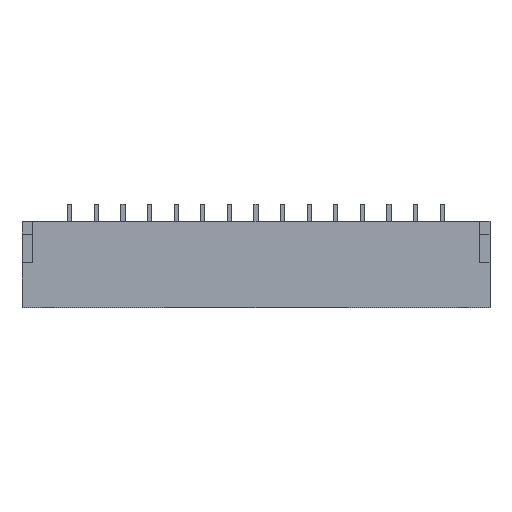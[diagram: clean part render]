
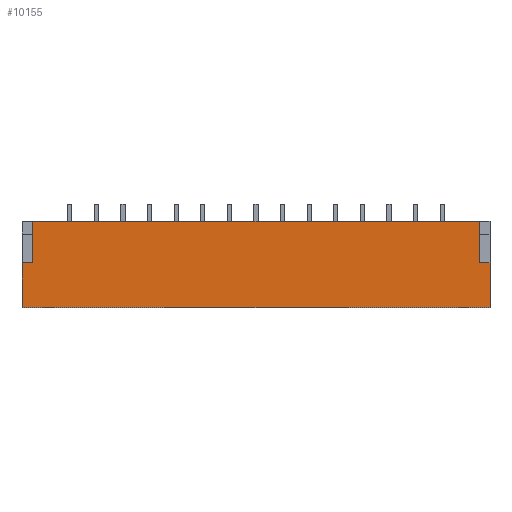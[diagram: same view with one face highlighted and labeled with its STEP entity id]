
A CAD part, top view. The second image highlights one B-rep face of the part: STEP entity #10155.
In plain terms, the highlighted planar face has unit normal (0, 0, 1).
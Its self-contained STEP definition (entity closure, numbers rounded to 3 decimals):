
#2074 = PLANE('',#2075);
#2075 = AXIS2_PLACEMENT_3D('',#2076,#2077,#2078);
#2076 = CARTESIAN_POINT('',(-11.,-2.75,0.1));
#2077 = DIRECTION('',(1.,0.,0.));
#2078 = DIRECTION('',(0.,1.,0.));
#2102 = PLANE('',#2103);
#2103 = AXIS2_PLACEMENT_3D('',#2104,#2105,#2106);
#2104 = CARTESIAN_POINT('',(11.,1.3,4.35));
#2105 = DIRECTION('',(0.,-1.,0.));
#2106 = DIRECTION('',(1.,0.,0.));
#2130 = PLANE('',#2131);
#2131 = AXIS2_PLACEMENT_3D('',#2132,#2133,#2134);
#2132 = CARTESIAN_POINT('',(11.,-2.75,0.1));
#2133 = DIRECTION('',(-1.,0.,0.));
#2134 = DIRECTION('',(0.,-1.,0.));
#3449 = VERTEX_POINT('',#3450);
#3450 = CARTESIAN_POINT('',(-11.,-2.75,4.35));
#3464 = PLANE('',#3465);
#3465 = AXIS2_PLACEMENT_3D('',#3466,#3467,#3468);
#3466 = CARTESIAN_POINT('',(11.,-2.75,4.35));
#3467 = DIRECTION('',(0.,-1.,0.));
#3468 = DIRECTION('',(1.,0.,0.));
#3476 = EDGE_CURVE('',#3449,#3477,#3479,.T.);
#3477 = VERTEX_POINT('',#3478);
#3478 = CARTESIAN_POINT('',(-11.,-0.65,4.35));
#3479 = SURFACE_CURVE('',#3480,(#3484,#3491),.PCURVE_S1.);
#3480 = LINE('',#3481,#3482);
#3481 = CARTESIAN_POINT('',(-11.,-2.75,4.35));
#3482 = VECTOR('',#3483,1.);
#3483 = DIRECTION('',(0.,1.,0.));
#3484 = PCURVE('',#2074,#3485);
#3485 = DEFINITIONAL_REPRESENTATION('',(#3486),#3490);
#3486 = LINE('',#3487,#3488);
#3487 = CARTESIAN_POINT('',(0.,4.25));
#3488 = VECTOR('',#3489,1.);
#3489 = DIRECTION('',(1.,0.));
#3490 = ( GEOMETRIC_REPRESENTATION_CONTEXT(2) 
PARAMETRIC_REPRESENTATION_CONTEXT() REPRESENTATION_CONTEXT('2D SPACE',''
  ) );
#3491 = PCURVE('',#3492,#3497);
#3492 = PLANE('',#3493);
#3493 = AXIS2_PLACEMENT_3D('',#3494,#3495,#3496);
#3494 = CARTESIAN_POINT('',(11.,-2.75,4.35));
#3495 = DIRECTION('',(0.,0.,-1.));
#3496 = DIRECTION('',(1.,0.,0.));
#3497 = DEFINITIONAL_REPRESENTATION('',(#3498),#3502);
#3498 = LINE('',#3499,#3500);
#3499 = CARTESIAN_POINT('',(-22.,0.));
#3500 = VECTOR('',#3501,1.);
#3501 = DIRECTION('',(0.,-1.));
#3502 = ( GEOMETRIC_REPRESENTATION_CONTEXT(2) 
PARAMETRIC_REPRESENTATION_CONTEXT() REPRESENTATION_CONTEXT('2D SPACE',''
  ) );
#3520 = PLANE('',#3521);
#3521 = AXIS2_PLACEMENT_3D('',#3522,#3523,#3524);
#3522 = CARTESIAN_POINT('',(-10.5,-0.65,4.35));
#3523 = DIRECTION('',(0.,1.,0.));
#3524 = DIRECTION('',(-1.,0.,0.));
#6542 = VERTEX_POINT('',#6543);
#6543 = CARTESIAN_POINT('',(11.,-0.65,4.35));
#6557 = PLANE('',#6558);
#6558 = AXIS2_PLACEMENT_3D('',#6559,#6560,#6561);
#6559 = CARTESIAN_POINT('',(10.5,-0.65,4.35));
#6560 = DIRECTION('',(0.,-1.,0.));
#6561 = DIRECTION('',(1.,0.,0.));
#6569 = EDGE_CURVE('',#6570,#6542,#6572,.T.);
#6570 = VERTEX_POINT('',#6571);
#6571 = CARTESIAN_POINT('',(11.,-2.75,4.35));
#6572 = SURFACE_CURVE('',#6573,(#6577,#6584),.PCURVE_S1.);
#6573 = LINE('',#6574,#6575);
#6574 = CARTESIAN_POINT('',(11.,-2.75,4.35));
#6575 = VECTOR('',#6576,1.);
#6576 = DIRECTION('',(0.,1.,0.));
#6577 = PCURVE('',#2130,#6578);
#6578 = DEFINITIONAL_REPRESENTATION('',(#6579),#6583);
#6579 = LINE('',#6580,#6581);
#6580 = CARTESIAN_POINT('',(0.,4.25));
#6581 = VECTOR('',#6582,1.);
#6582 = DIRECTION('',(-1.,0.));
#6583 = ( GEOMETRIC_REPRESENTATION_CONTEXT(2) 
PARAMETRIC_REPRESENTATION_CONTEXT() REPRESENTATION_CONTEXT('2D SPACE',''
  ) );
#6584 = PCURVE('',#3492,#6585);
#6585 = DEFINITIONAL_REPRESENTATION('',(#6586),#6590);
#6586 = LINE('',#6587,#6588);
#6587 = CARTESIAN_POINT('',(0.,0.));
#6588 = VECTOR('',#6589,1.);
#6589 = DIRECTION('',(0.,-1.));
#6590 = ( GEOMETRIC_REPRESENTATION_CONTEXT(2) 
PARAMETRIC_REPRESENTATION_CONTEXT() REPRESENTATION_CONTEXT('2D SPACE',''
  ) );
#6869 = VERTEX_POINT('',#6870);
#6870 = CARTESIAN_POINT('',(-10.5,1.3,4.35));
#6884 = PLANE('',#6885);
#6885 = AXIS2_PLACEMENT_3D('',#6886,#6887,#6888);
#6886 = CARTESIAN_POINT('',(-10.5,-0.65,4.35));
#6887 = DIRECTION('',(-1.,0.,0.));
#6888 = DIRECTION('',(0.,1.,0.));
#6896 = EDGE_CURVE('',#6897,#6869,#6899,.T.);
#6897 = VERTEX_POINT('',#6898);
#6898 = CARTESIAN_POINT('',(10.5,1.3,4.35));
#6899 = SURFACE_CURVE('',#6900,(#6904,#6911),.PCURVE_S1.);
#6900 = LINE('',#6901,#6902);
#6901 = CARTESIAN_POINT('',(11.,1.3,4.35));
#6902 = VECTOR('',#6903,1.);
#6903 = DIRECTION('',(-1.,0.,0.));
#6904 = PCURVE('',#2102,#6905);
#6905 = DEFINITIONAL_REPRESENTATION('',(#6906),#6910);
#6906 = LINE('',#6907,#6908);
#6907 = CARTESIAN_POINT('',(0.,0.));
#6908 = VECTOR('',#6909,1.);
#6909 = DIRECTION('',(-1.,0.));
#6910 = ( GEOMETRIC_REPRESENTATION_CONTEXT(2) 
PARAMETRIC_REPRESENTATION_CONTEXT() REPRESENTATION_CONTEXT('2D SPACE',''
  ) );
#6911 = PCURVE('',#3492,#6912);
#6912 = DEFINITIONAL_REPRESENTATION('',(#6913),#6917);
#6913 = LINE('',#6914,#6915);
#6914 = CARTESIAN_POINT('',(0.,-4.05));
#6915 = VECTOR('',#6916,1.);
#6916 = DIRECTION('',(-1.,0.));
#6917 = ( GEOMETRIC_REPRESENTATION_CONTEXT(2) 
PARAMETRIC_REPRESENTATION_CONTEXT() REPRESENTATION_CONTEXT('2D SPACE',''
  ) );
#6935 = PLANE('',#6936);
#6936 = AXIS2_PLACEMENT_3D('',#6937,#6938,#6939);
#6937 = CARTESIAN_POINT('',(10.5,-0.65,4.35));
#6938 = DIRECTION('',(1.,0.,0.));
#6939 = DIRECTION('',(0.,1.,0.));
#9444 = EDGE_CURVE('',#9445,#3477,#9447,.T.);
#9445 = VERTEX_POINT('',#9446);
#9446 = CARTESIAN_POINT('',(-10.5,-0.65,4.35));
#9447 = SURFACE_CURVE('',#9448,(#9452,#9459),.PCURVE_S1.);
#9448 = LINE('',#9449,#9450);
#9449 = CARTESIAN_POINT('',(-10.5,-0.65,4.35));
#9450 = VECTOR('',#9451,1.);
#9451 = DIRECTION('',(-1.,0.,0.));
#9452 = PCURVE('',#3520,#9453);
#9453 = DEFINITIONAL_REPRESENTATION('',(#9454),#9458);
#9454 = LINE('',#9455,#9456);
#9455 = CARTESIAN_POINT('',(0.,0.));
#9456 = VECTOR('',#9457,1.);
#9457 = DIRECTION('',(1.,0.));
#9458 = ( GEOMETRIC_REPRESENTATION_CONTEXT(2) 
PARAMETRIC_REPRESENTATION_CONTEXT() REPRESENTATION_CONTEXT('2D SPACE',''
  ) );
#9459 = PCURVE('',#3492,#9460);
#9460 = DEFINITIONAL_REPRESENTATION('',(#9461),#9465);
#9461 = LINE('',#9462,#9463);
#9462 = CARTESIAN_POINT('',(-21.5,-2.1));
#9463 = VECTOR('',#9464,1.);
#9464 = DIRECTION('',(-1.,0.));
#9465 = ( GEOMETRIC_REPRESENTATION_CONTEXT(2) 
PARAMETRIC_REPRESENTATION_CONTEXT() REPRESENTATION_CONTEXT('2D SPACE',''
  ) );
#9765 = EDGE_CURVE('',#6570,#3449,#9766,.T.);
#9766 = SURFACE_CURVE('',#9767,(#9771,#9778),.PCURVE_S1.);
#9767 = LINE('',#9768,#9769);
#9768 = CARTESIAN_POINT('',(11.,-2.75,4.35));
#9769 = VECTOR('',#9770,1.);
#9770 = DIRECTION('',(-1.,0.,0.));
#9771 = PCURVE('',#3464,#9772);
#9772 = DEFINITIONAL_REPRESENTATION('',(#9773),#9777);
#9773 = LINE('',#9774,#9775);
#9774 = CARTESIAN_POINT('',(0.,0.));
#9775 = VECTOR('',#9776,1.);
#9776 = DIRECTION('',(-1.,0.));
#9777 = ( GEOMETRIC_REPRESENTATION_CONTEXT(2) 
PARAMETRIC_REPRESENTATION_CONTEXT() REPRESENTATION_CONTEXT('2D SPACE',''
  ) );
#9778 = PCURVE('',#3492,#9779);
#9779 = DEFINITIONAL_REPRESENTATION('',(#9780),#9784);
#9780 = LINE('',#9781,#9782);
#9781 = CARTESIAN_POINT('',(0.,0.));
#9782 = VECTOR('',#9783,1.);
#9783 = DIRECTION('',(-1.,0.));
#9784 = ( GEOMETRIC_REPRESENTATION_CONTEXT(2) 
PARAMETRIC_REPRESENTATION_CONTEXT() REPRESENTATION_CONTEXT('2D SPACE',''
  ) );
#10155 = ADVANCED_FACE('',(#10156),#3492,.F.);
#10156 = FACE_BOUND('',#10157,.T.);
#10157 = EDGE_LOOP('',(#10158,#10159,#10160,#10161,#10162,#10185,#10206,
    #10207));
#10158 = ORIENTED_EDGE('',*,*,#9444,.T.);
#10159 = ORIENTED_EDGE('',*,*,#3476,.F.);
#10160 = ORIENTED_EDGE('',*,*,#9765,.F.);
#10161 = ORIENTED_EDGE('',*,*,#6569,.T.);
#10162 = ORIENTED_EDGE('',*,*,#10163,.F.);
#10163 = EDGE_CURVE('',#10164,#6542,#10166,.T.);
#10164 = VERTEX_POINT('',#10165);
#10165 = CARTESIAN_POINT('',(10.5,-0.65,4.35));
#10166 = SURFACE_CURVE('',#10167,(#10171,#10178),.PCURVE_S1.);
#10167 = LINE('',#10168,#10169);
#10168 = CARTESIAN_POINT('',(10.5,-0.65,4.35));
#10169 = VECTOR('',#10170,1.);
#10170 = DIRECTION('',(1.,0.,0.));
#10171 = PCURVE('',#3492,#10172);
#10172 = DEFINITIONAL_REPRESENTATION('',(#10173),#10177);
#10173 = LINE('',#10174,#10175);
#10174 = CARTESIAN_POINT('',(-0.5,-2.1));
#10175 = VECTOR('',#10176,1.);
#10176 = DIRECTION('',(1.,0.));
#10177 = ( GEOMETRIC_REPRESENTATION_CONTEXT(2) 
PARAMETRIC_REPRESENTATION_CONTEXT() REPRESENTATION_CONTEXT('2D SPACE',''
  ) );
#10178 = PCURVE('',#6557,#10179);
#10179 = DEFINITIONAL_REPRESENTATION('',(#10180),#10184);
#10180 = LINE('',#10181,#10182);
#10181 = CARTESIAN_POINT('',(0.,0.));
#10182 = VECTOR('',#10183,1.);
#10183 = DIRECTION('',(1.,0.));
#10184 = ( GEOMETRIC_REPRESENTATION_CONTEXT(2) 
PARAMETRIC_REPRESENTATION_CONTEXT() REPRESENTATION_CONTEXT('2D SPACE',''
  ) );
#10185 = ORIENTED_EDGE('',*,*,#10186,.F.);
#10186 = EDGE_CURVE('',#6897,#10164,#10187,.T.);
#10187 = SURFACE_CURVE('',#10188,(#10192,#10199),.PCURVE_S1.);
#10188 = LINE('',#10189,#10190);
#10189 = CARTESIAN_POINT('',(10.5,1.3,4.35));
#10190 = VECTOR('',#10191,1.);
#10191 = DIRECTION('',(0.,-1.,0.));
#10192 = PCURVE('',#3492,#10193);
#10193 = DEFINITIONAL_REPRESENTATION('',(#10194),#10198);
#10194 = LINE('',#10195,#10196);
#10195 = CARTESIAN_POINT('',(-0.5,-4.05));
#10196 = VECTOR('',#10197,1.);
#10197 = DIRECTION('',(0.,1.));
#10198 = ( GEOMETRIC_REPRESENTATION_CONTEXT(2) 
PARAMETRIC_REPRESENTATION_CONTEXT() REPRESENTATION_CONTEXT('2D SPACE',''
  ) );
#10199 = PCURVE('',#6935,#10200);
#10200 = DEFINITIONAL_REPRESENTATION('',(#10201),#10205);
#10201 = LINE('',#10202,#10203);
#10202 = CARTESIAN_POINT('',(1.95,0.));
#10203 = VECTOR('',#10204,1.);
#10204 = DIRECTION('',(-1.,0.));
#10205 = ( GEOMETRIC_REPRESENTATION_CONTEXT(2) 
PARAMETRIC_REPRESENTATION_CONTEXT() REPRESENTATION_CONTEXT('2D SPACE',''
  ) );
#10206 = ORIENTED_EDGE('',*,*,#6896,.T.);
#10207 = ORIENTED_EDGE('',*,*,#10208,.T.);
#10208 = EDGE_CURVE('',#6869,#9445,#10209,.T.);
#10209 = SURFACE_CURVE('',#10210,(#10214,#10221),.PCURVE_S1.);
#10210 = LINE('',#10211,#10212);
#10211 = CARTESIAN_POINT('',(-10.5,1.3,4.35));
#10212 = VECTOR('',#10213,1.);
#10213 = DIRECTION('',(0.,-1.,0.));
#10214 = PCURVE('',#3492,#10215);
#10215 = DEFINITIONAL_REPRESENTATION('',(#10216),#10220);
#10216 = LINE('',#10217,#10218);
#10217 = CARTESIAN_POINT('',(-21.5,-4.05));
#10218 = VECTOR('',#10219,1.);
#10219 = DIRECTION('',(0.,1.));
#10220 = ( GEOMETRIC_REPRESENTATION_CONTEXT(2) 
PARAMETRIC_REPRESENTATION_CONTEXT() REPRESENTATION_CONTEXT('2D SPACE',''
  ) );
#10221 = PCURVE('',#6884,#10222);
#10222 = DEFINITIONAL_REPRESENTATION('',(#10223),#10227);
#10223 = LINE('',#10224,#10225);
#10224 = CARTESIAN_POINT('',(1.95,0.));
#10225 = VECTOR('',#10226,1.);
#10226 = DIRECTION('',(-1.,0.));
#10227 = ( GEOMETRIC_REPRESENTATION_CONTEXT(2) 
PARAMETRIC_REPRESENTATION_CONTEXT() REPRESENTATION_CONTEXT('2D SPACE',''
  ) );
